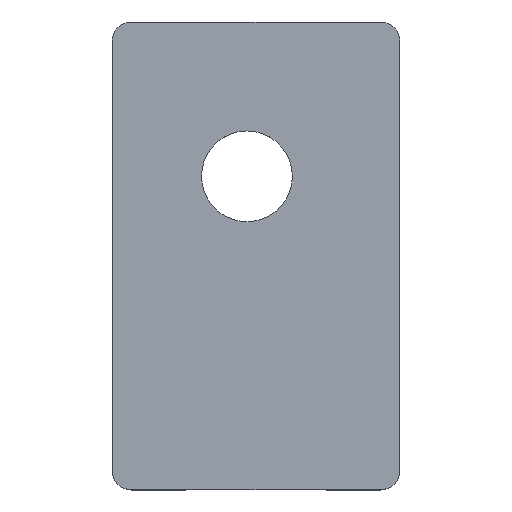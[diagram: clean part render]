
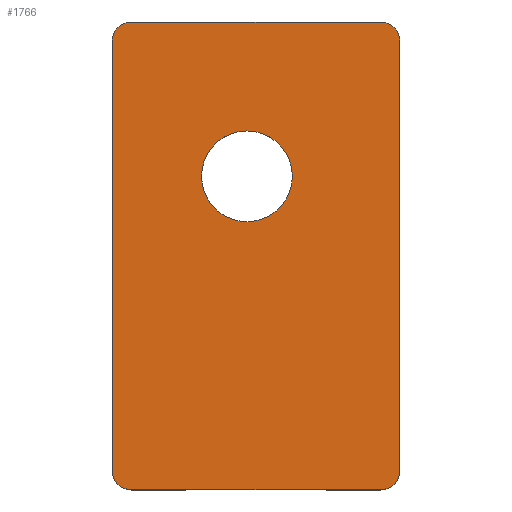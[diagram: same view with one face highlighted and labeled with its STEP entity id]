
A CAD part, top view. The second image highlights one B-rep face of the part: STEP entity #1766.
In plain terms, the highlighted planar face has unit normal (0, 0, 1).
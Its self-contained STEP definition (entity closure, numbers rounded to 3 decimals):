
#21=FACE_BOUND('',#259,.T.);
#66=PLANE('',#1957);
#159=FACE_OUTER_BOUND('',#258,.T.);
#258=EDGE_LOOP('',(#1617,#1618,#1619,#1620,#1621,#1622,#1623,#1624));
#259=EDGE_LOOP('',(#1625));
#334=LINE('',#2769,#496);
#414=LINE('',#3001,#576);
#417=LINE('',#3009,#579);
#420=LINE('',#3019,#582);
#496=VECTOR('',#2202,10.);
#576=VECTOR('',#2470,10.);
#579=VECTOR('',#2479,10.);
#582=VECTOR('',#2492,10.);
#625=CIRCLE('',#1825,7.5);
#676=CIRCLE('',#1948,3.175);
#677=CIRCLE('',#1951,3.175);
#678=CIRCLE('',#1953,3.175);
#679=CIRCLE('',#1956,3.175);
#751=VERTEX_POINT('',#2666);
#788=VERTEX_POINT('',#2766);
#789=VERTEX_POINT('',#2768);
#846=VERTEX_POINT('',#2998);
#847=VERTEX_POINT('',#3000);
#848=VERTEX_POINT('',#3004);
#849=VERTEX_POINT('',#3008);
#850=VERTEX_POINT('',#3014);
#851=VERTEX_POINT('',#3018);
#932=EDGE_CURVE('',#751,#751,#625,.T.);
#983=EDGE_CURVE('',#789,#788,#334,.T.);
#1098=EDGE_CURVE('',#847,#846,#414,.T.);
#1100=EDGE_CURVE('',#848,#847,#676,.T.);
#1102=EDGE_CURVE('',#849,#848,#417,.T.);
#1104=EDGE_CURVE('',#788,#849,#677,.T.);
#1105=EDGE_CURVE('',#850,#789,#678,.T.);
#1107=EDGE_CURVE('',#851,#850,#420,.T.);
#1109=EDGE_CURVE('',#846,#851,#679,.T.);
#1617=ORIENTED_EDGE('',*,*,#1109,.T.);
#1618=ORIENTED_EDGE('',*,*,#1107,.T.);
#1619=ORIENTED_EDGE('',*,*,#1105,.T.);
#1620=ORIENTED_EDGE('',*,*,#983,.T.);
#1621=ORIENTED_EDGE('',*,*,#1104,.T.);
#1622=ORIENTED_EDGE('',*,*,#1102,.T.);
#1623=ORIENTED_EDGE('',*,*,#1100,.T.);
#1624=ORIENTED_EDGE('',*,*,#1098,.T.);
#1625=ORIENTED_EDGE('',*,*,#932,.T.);
#1766=ADVANCED_FACE('',(#159,#21),#66,.T.);
#1825=AXIS2_PLACEMENT_3D('',#2668,#2111,#2112);
#1948=AXIS2_PLACEMENT_3D('',#3005,#2474,#2475);
#1951=AXIS2_PLACEMENT_3D('',#3012,#2483,#2484);
#1953=AXIS2_PLACEMENT_3D('',#3015,#2487,#2488);
#1956=AXIS2_PLACEMENT_3D('',#3022,#2496,#2497);
#1957=AXIS2_PLACEMENT_3D('',#3023,#2498,#2499);
#2111=DIRECTION('center_axis',(0.,0.,-1.));
#2112=DIRECTION('ref_axis',(-1.,0.,0.));
#2202=DIRECTION('',(-1.,0.,0.));
#2470=DIRECTION('',(1.,0.,0.));
#2474=DIRECTION('center_axis',(0.,0.,1.));
#2475=DIRECTION('ref_axis',(-1.,0.,0.));
#2479=DIRECTION('',(0.,-1.,0.));
#2483=DIRECTION('center_axis',(0.,0.,1.));
#2484=DIRECTION('ref_axis',(0.,1.,0.));
#2487=DIRECTION('center_axis',(0.,0.,1.));
#2488=DIRECTION('ref_axis',(1.,0.,0.));
#2492=DIRECTION('',(0.,1.,0.));
#2496=DIRECTION('center_axis',(0.,0.,1.));
#2497=DIRECTION('ref_axis',(0.,-1.,0.));
#2498=DIRECTION('center_axis',(0.,0.,1.));
#2499=DIRECTION('ref_axis',(1.,0.,0.));
#2666=CARTESIAN_POINT('',(6.,45.875,17.61));
#2668=CARTESIAN_POINT('Origin',(-1.5,45.875,17.61));
#2766=CARTESIAN_POINT('',(-20.575,71.375,17.61));
#2768=CARTESIAN_POINT('',(20.575,71.375,17.61));
#2769=CARTESIAN_POINT('',(20.575,71.375,17.61));
#2998=CARTESIAN_POINT('',(20.575,-5.95,17.61));
#3000=CARTESIAN_POINT('',(-20.575,-5.95,17.61));
#3001=CARTESIAN_POINT('',(-20.575,-5.95,17.61));
#3004=CARTESIAN_POINT('',(-23.75,-2.775,17.61));
#3005=CARTESIAN_POINT('Origin',(-20.575,-2.775,17.61));
#3008=CARTESIAN_POINT('',(-23.75,68.2,17.61));
#3009=CARTESIAN_POINT('',(-23.75,68.2,17.61));
#3012=CARTESIAN_POINT('Origin',(-20.575,68.2,17.61));
#3014=CARTESIAN_POINT('',(23.75,68.2,17.61));
#3015=CARTESIAN_POINT('Origin',(20.575,68.2,17.61));
#3018=CARTESIAN_POINT('',(23.75,-2.775,17.61));
#3019=CARTESIAN_POINT('',(23.75,-2.775,17.61));
#3022=CARTESIAN_POINT('Origin',(20.575,-2.775,17.61));
#3023=CARTESIAN_POINT('Origin',(0.,32.713,17.61));
